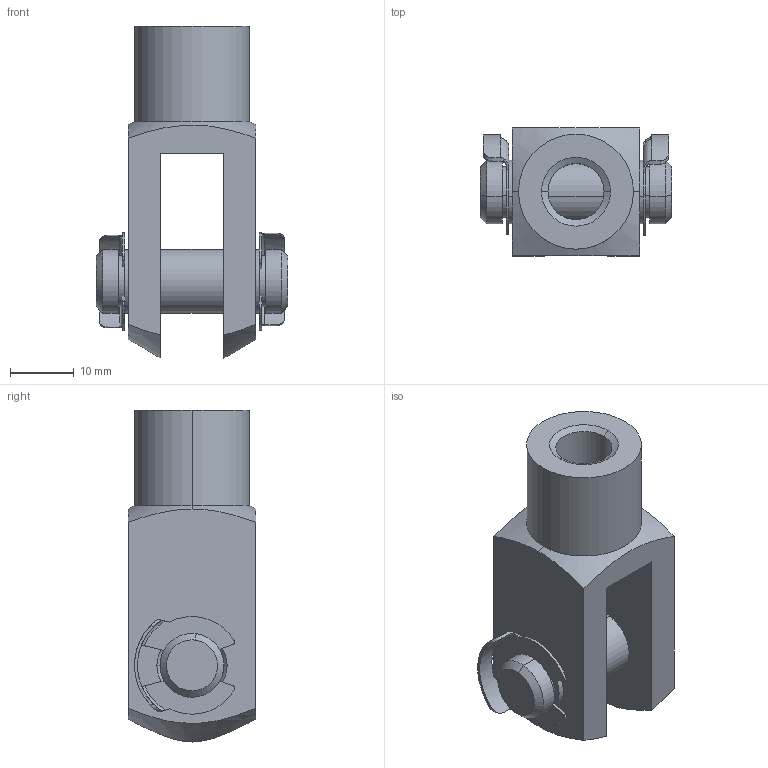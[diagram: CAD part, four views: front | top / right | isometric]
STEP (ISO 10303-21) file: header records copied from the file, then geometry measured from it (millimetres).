
FILE_DESCRIPTION (( 'STEP AP214' ), '1' );
FILE_NAME ('32 ÇB-RC.STEP', '2010-08-09T08:54:40', ( '' ), ( '' ), 'SwSTEP 2.0', 'SolidWorks 2010', '' );
FILE_SCHEMA (( 'AUTOMOTIVE_DESIGN' ));
Length unit declared in the file: millimetre
Products named in the file (4): 32  ÇATAL BAÐ. (RC); 32 荁  P軲輄Varsay齦an; 32  KLÝPS; 32  オ-RC
Assembly tree (4 placements, depth 2):
  32  オ-RC
    32  KLÝPS  x2
    32 荁  P軲輄Varsay齦an
    32  ÇATAL BAÐ. (RC)
Bounding box: 30 x 20 x 52 mm (x, y, z)
Volume: 11991.8 mm3; surface area: 7198 mm2
Topology: 4 solids, 4 shells, 119 faces, 297 edges, 190 vertices
Faces by surface type: cylinder 58, plane 38, cone 15, torus 8
Entity records: 2889 total; most frequent: CARTESIAN_POINT 739, DIRECTION 435, ORIENTED_EDGE 402, EDGE_CURVE 201, AXIS2_PLACEMENT_3D 176, VERTEX_POINT 128, EDGE_LOOP 93, CIRCLE 86
